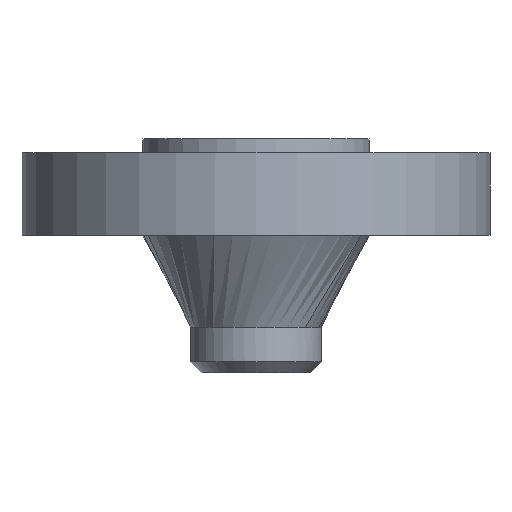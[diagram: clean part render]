
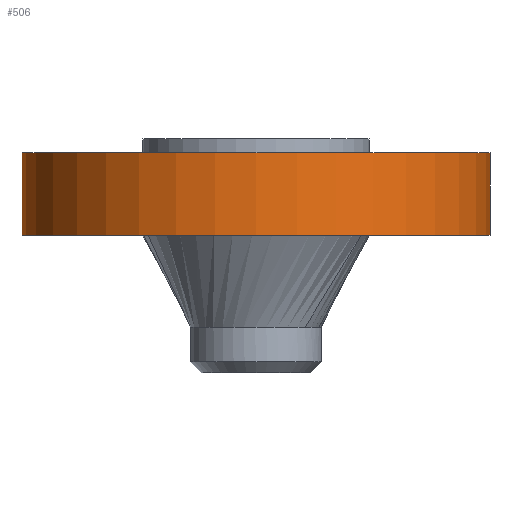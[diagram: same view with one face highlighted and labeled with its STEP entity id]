
A CAD part, front view. The second image highlights one B-rep face of the part: STEP entity #506.
In plain terms, the highlighted cylindrical face has radius 107.95 mm (diameter 215.9 mm), a partial arc.
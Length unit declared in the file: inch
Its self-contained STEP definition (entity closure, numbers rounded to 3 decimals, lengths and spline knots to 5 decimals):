
#7 = VERTEX_POINT ( 'NONE', #327 ) ;
#33 = CARTESIAN_POINT ( 'NONE',  ( -4.25, 0., -13.52082 ) ) ;
#58 = VERTEX_POINT ( 'NONE', #776 ) ;
#109 = EDGE_CURVE ( 'NONE', #58, #727, #701, .T. ) ;
#128 = EDGE_LOOP ( 'NONE', ( #1009, #418, #1002, #195 ) ) ;
#130 = CYLINDRICAL_SURFACE ( 'NONE', #577, 4.25 ) ;
#155 = CIRCLE ( 'NONE', #299, 4.25 ) ;
#191 = CARTESIAN_POINT ( 'NONE',  ( 0., 0., -1.5 ) ) ;
#193 = DIRECTION ( 'NONE',  ( 0., 0., 1. ) ) ;
#195 = ORIENTED_EDGE ( 'NONE', *, *, #986, .F. ) ;
#204 = DIRECTION ( 'NONE',  ( 1., 0., 0. ) ) ;
#235 = CARTESIAN_POINT ( 'NONE',  ( -4.25, 0., 0. ) ) ;
#258 = CIRCLE ( 'NONE', #1059, 4.25 ) ;
#289 = DIRECTION ( 'NONE',  ( 1., 0., 0. ) ) ;
#299 = AXIS2_PLACEMENT_3D ( 'NONE', #191, #767, #678 ) ;
#327 = CARTESIAN_POINT ( 'NONE',  ( 4.25, 0., 0. ) ) ;
#400 = DIRECTION ( 'NONE',  ( 0., 0., 1. ) ) ;
#418 = ORIENTED_EDGE ( 'NONE', *, *, #843, .F. ) ;
#421 = LINE ( 'NONE', #1006, #870 ) ;
#506 = ADVANCED_FACE ( 'NONE', ( #640 ), #130, .T. ) ;
#533 = CARTESIAN_POINT ( 'NONE',  ( 0., 0., 0. ) ) ;
#542 = CARTESIAN_POINT ( 'NONE',  ( 4.25, 0., -1.5 ) ) ;
#577 = AXIS2_PLACEMENT_3D ( 'NONE', #994, #400, #204 ) ;
#581 = DIRECTION ( 'NONE',  ( 0., 0., 1. ) ) ;
#640 = FACE_OUTER_BOUND ( 'NONE', #128, .T. ) ;
#657 = EDGE_CURVE ( 'NONE', #948, #7, #421, .T. ) ;
#678 = DIRECTION ( 'NONE',  ( 1., 0., 0. ) ) ;
#685 = VECTOR ( 'NONE', #961, 39.37008 ) ;
#701 = LINE ( 'NONE', #33, #685 ) ;
#727 = VERTEX_POINT ( 'NONE', #235 ) ;
#767 = DIRECTION ( 'NONE',  ( 0., 0., -1. ) ) ;
#776 = CARTESIAN_POINT ( 'NONE',  ( -4.25, 0., -1.5 ) ) ;
#843 = EDGE_CURVE ( 'NONE', #948, #58, #155, .T. ) ;
#870 = VECTOR ( 'NONE', #581, 39.37008 ) ;
#948 = VERTEX_POINT ( 'NONE', #542 ) ;
#961 = DIRECTION ( 'NONE',  ( 0., 0., 1. ) ) ;
#986 = EDGE_CURVE ( 'NONE', #727, #7, #258, .T. ) ;
#994 = CARTESIAN_POINT ( 'NONE',  ( 0., 0., -13.52082 ) ) ;
#1002 = ORIENTED_EDGE ( 'NONE', *, *, #657, .T. ) ;
#1006 = CARTESIAN_POINT ( 'NONE',  ( 4.25, 0., -13.52082 ) ) ;
#1009 = ORIENTED_EDGE ( 'NONE', *, *, #109, .F. ) ;
#1059 = AXIS2_PLACEMENT_3D ( 'NONE', #533, #193, #289 ) ;
